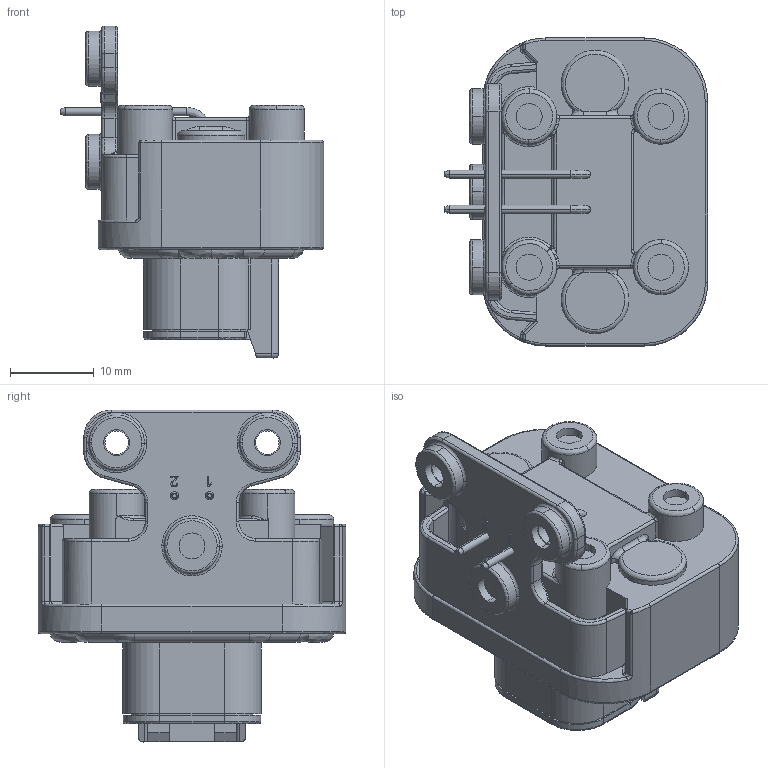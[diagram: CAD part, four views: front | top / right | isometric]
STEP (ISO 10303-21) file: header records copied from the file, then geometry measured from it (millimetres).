
FILE_DESCRIPTION (( 'STEP AP214' ), '1' );
FILE_NAME ('C-ATM13-2P-BM02_3D.stp', '2018-08-30T19:41:38', ( '' ), ( '' ), 'SwSTEP 2.0', 'SolidWorks 2018', '' );
FILE_SCHEMA (( 'AUTOMOTIVE_DESIGN' ));
Length unit declared in the file: millimetre
Products named in the file (1): C-ATM13-2P-BM02_3D
Bounding box: 31.5 x 36.82 x 39.7 mm (x, y, z)
Surface area: 7085.5 mm2 (no closed solid volume)
Topology: 0 solids, 1 shells, 695 faces, 1826 edges, 1135 vertices
Faces by surface type: cylinder 232, plane 218, bspline 216, cone 23, torus 6
Entity records: 27087 total; most frequent: CARTESIAN_POINT 11699, ORIENTED_EDGE 3604, DIRECTION 2707, EDGE_CURVE 1802, VERTEX_POINT 1135, AXIS2_PLACEMENT_3D 987, EDGE_LOOP 735, VECTOR 733
